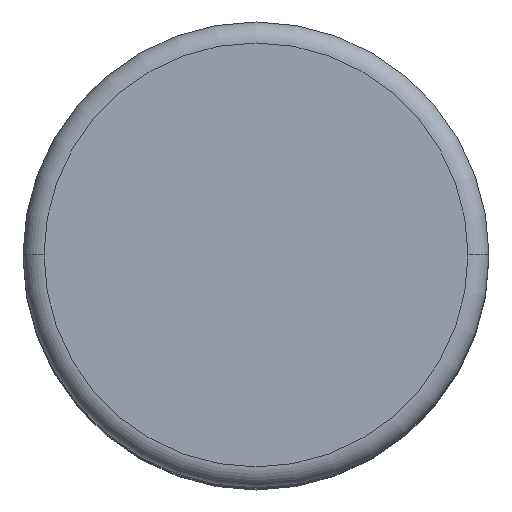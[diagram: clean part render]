
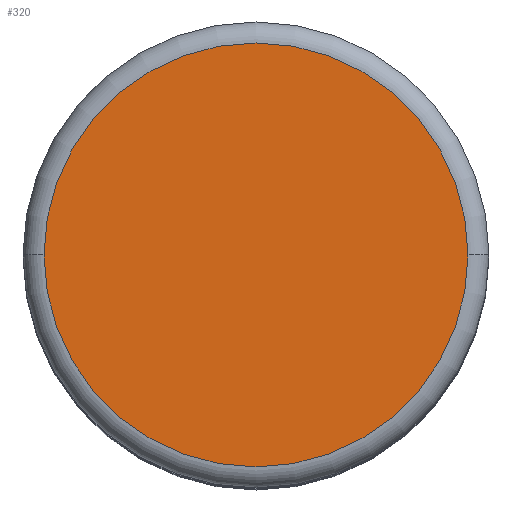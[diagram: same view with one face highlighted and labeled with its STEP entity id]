
A CAD part, top view. The second image highlights one B-rep face of the part: STEP entity #320.
In plain terms, the highlighted face is planar.
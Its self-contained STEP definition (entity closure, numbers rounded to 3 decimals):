
#128=CARTESIAN_POINT('',(0.,0.,0.));
#129=DIRECTION('',(0.,0.,-1.));
#130=DIRECTION('',(-1.,0.,0.));
#131=AXIS2_PLACEMENT_3D('',#128,#129,#130);
#137=CARTESIAN_POINT('',(0.,0.,0.));
#138=DIRECTION('',(0.,0.,-1.));
#139=DIRECTION('',(1.,0.,0.));
#140=AXIS2_PLACEMENT_3D('',#137,#138,#139);
#293=CARTESIAN_POINT('',(-10.1,0.,0.));
#294=CARTESIAN_POINT('',(10.1,0.,0.));
#295=VERTEX_POINT('',#293);
#296=VERTEX_POINT('',#294);
#309=CARTESIAN_POINT('',(0.,0.,0.));
#310=DIRECTION('',(0.,0.,1.));
#311=DIRECTION('',(1.,0.,0.));
#312=AXIS2_PLACEMENT_3D('',#309,#310,#311);
#313=PLANE('',#312);
#315=ORIENTED_EDGE('',*,*,#314,.F.);
#317=ORIENTED_EDGE('',*,*,#316,.F.);
#318=EDGE_LOOP('',(#315,#317));
#319=FACE_OUTER_BOUND('',#318,.F.);
#132=CIRCLE('',#131,10.1);
#141=CIRCLE('',#140,10.1);
#314=EDGE_CURVE('',#295,#296,#132,.T.);
#316=EDGE_CURVE('',#296,#295,#141,.T.);
#320=ADVANCED_FACE('',(#319),#313,.F.);
